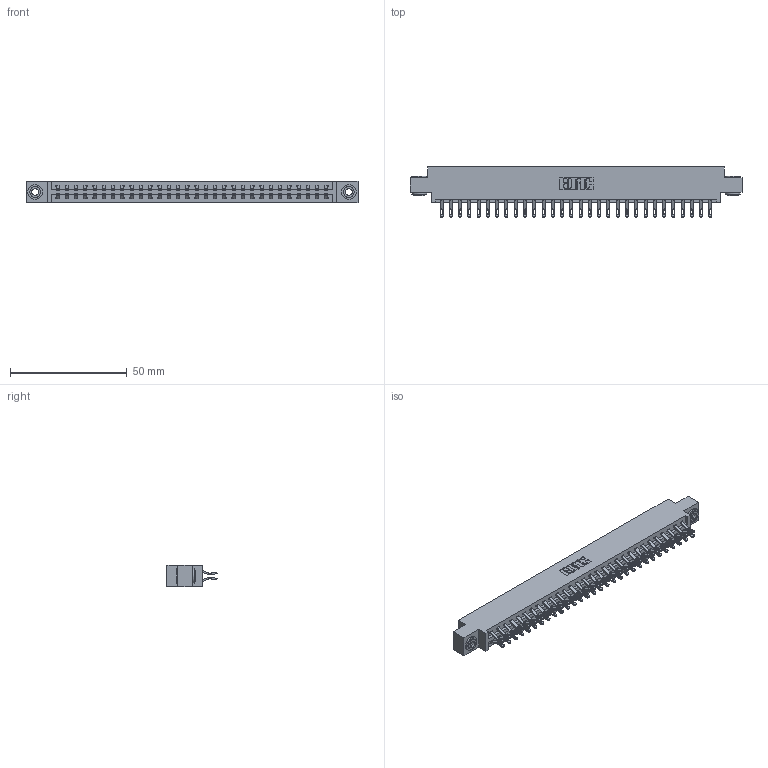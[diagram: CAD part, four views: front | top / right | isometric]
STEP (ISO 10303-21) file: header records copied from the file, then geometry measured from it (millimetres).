
FILE_DESCRIPTION (( 'STEP AP203' ), '1' );
FILE_NAME ('337-060-555-803.STEP', '2019-10-11T21:54:41', ( '' ), ( '' ), 'SwSTEP 2.0', 'SolidWorks 2016', '' );
FILE_SCHEMA (( 'CONFIG_CONTROL_DESIGN' ));
Length unit declared in the file: inch
Products named in the file (4): 345-250-002_345-250-002-102; 337 Part_0.170 Offset - 0.156 Dia-TH; 345-292-001_555 Tail; 337-060-555-803
Assembly tree (63 placements, depth 2):
  337-060-555-803
    337 Part_0.170 Offset - 0.156 Dia-TH
    345-292-001_555 Tail  x60
    345-250-002_345-250-002-102  x2
Bounding box: 141.88 x 21.47 x 9.4 mm (x, y, z)
Volume: 14869.1 mm3; surface area: 17681.1 mm2
Topology: 63 solids, 63 shells, 3756 faces, 11739 edges, 7822 vertices
Faces by surface type: plane 2244, cylinder 1504, cone 8
Entity records: 25920 total; most frequent: CARTESIAN_POINT 4387, ORIENTED_EDGE 4286, DIRECTION 3757, EDGE_CURVE 2143, VECTOR 1971, LINE 1971, VERTEX_POINT 1426, AXIS2_PLACEMENT_3D 893
